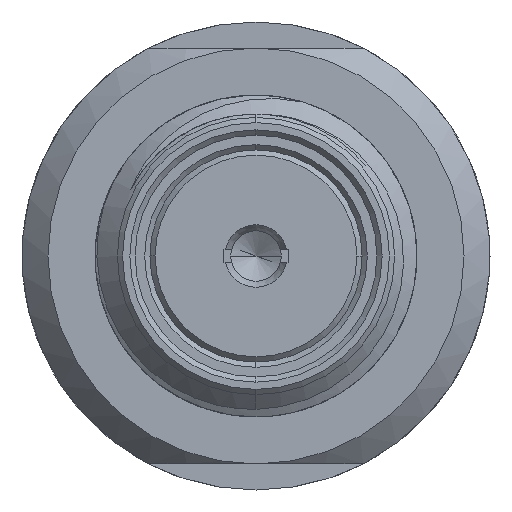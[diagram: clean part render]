
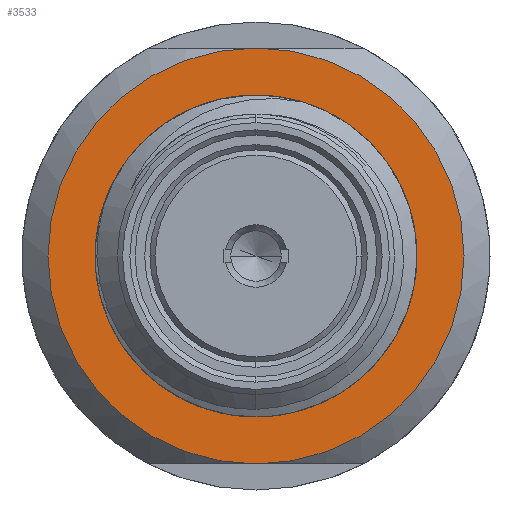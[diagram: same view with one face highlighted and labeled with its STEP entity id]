
A CAD part, left-side view. The second image highlights one B-rep face of the part: STEP entity #3533.
In plain terms, the highlighted planar face has unit normal (-1, 0, 0).
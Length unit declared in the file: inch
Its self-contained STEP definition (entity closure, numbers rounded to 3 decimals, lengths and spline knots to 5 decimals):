
#762=CARTESIAN_POINT('',(0.31496,0.,0.));
#763=DIRECTION('',(1.,0.,0.));
#764=DIRECTION('',(0.,0.,-1.));
#765=AXIS2_PLACEMENT_3D('',#762,#763,#764);
#775=CARTESIAN_POINT('',(0.31496,0.,0.));
#776=DIRECTION('',(-1.,0.,0.));
#777=DIRECTION('',(0.,0.,-1.));
#778=AXIS2_PLACEMENT_3D('',#775,#776,#777);
#780=CARTESIAN_POINT('',(0.31496,0.,0.));
#781=DIRECTION('',(-1.,0.,0.));
#782=DIRECTION('',(0.,0.001,1.));
#783=AXIS2_PLACEMENT_3D('',#780,#781,#782);
#785=DIRECTION('',(0.,-1.,0.));
#786=VECTOR('',#785,0.00024);
#787=CARTESIAN_POINT('',(0.31496,0.00012,
0.15748));
#788=LINE('',#787,#786);
#789=CARTESIAN_POINT('',(0.31496,0.,0.));
#790=DIRECTION('',(-1.,0.,0.));
#791=DIRECTION('',(0.,-0.001,-1.));
#792=AXIS2_PLACEMENT_3D('',#789,#790,#791);
#794=DIRECTION('',(0.,1.,0.));
#795=VECTOR('',#794,0.00024);
#796=CARTESIAN_POINT('',(0.31496,-0.00012,
-0.15748));
#797=LINE('',#796,#795);
#2104=CARTESIAN_POINT('',(0.31496,0.,-0.10492));
#2106=VERTEX_POINT('',#2104);
#2108=CARTESIAN_POINT('',(0.31496,0.,0.10492));
#2110=VERTEX_POINT('',#2108);
#2170=CARTESIAN_POINT('',(0.31496,0.00012,
0.15748));
#2171=CARTESIAN_POINT('',(0.31496,0.00012,
-0.15748));
#2172=VERTEX_POINT('',#2170);
#2173=VERTEX_POINT('',#2171);
#2178=CARTESIAN_POINT('',(0.31496,-0.00012,
-0.15748));
#2179=CARTESIAN_POINT('',(0.31496,-0.00012,
0.15748));
#2180=VERTEX_POINT('',#2178);
#2181=VERTEX_POINT('',#2179);
#3514=CARTESIAN_POINT('',(0.31496,0.,0.));
#3515=DIRECTION('',(1.,0.,0.));
#3516=DIRECTION('',(0.,0.,1.));
#3517=AXIS2_PLACEMENT_3D('',#3514,#3515,#3516);
#3518=PLANE('',#3517);
#3520=ORIENTED_EDGE('',*,*,#3519,.F.);
#3522=ORIENTED_EDGE('',*,*,#3521,.T.);
#3524=ORIENTED_EDGE('',*,*,#3523,.F.);
#3526=ORIENTED_EDGE('',*,*,#3525,.T.);
#3527=EDGE_LOOP('',(#3520,#3522,#3524,#3526));
#3528=FACE_OUTER_BOUND('',#3527,.F.);
#3529=ORIENTED_EDGE('',*,*,#3493,.F.);
#3530=ORIENTED_EDGE('',*,*,#3509,.T.);
#3531=EDGE_LOOP('',(#3529,#3530));
#3532=FACE_BOUND('',#3531,.F.);
#3533=ADVANCED_FACE('',(#3528,#3532),#3518,.F.);
#766=CIRCLE('',#765,0.10492);
#779=CIRCLE('',#778,0.10492);
#784=CIRCLE('',#783,0.15748);
#793=CIRCLE('',#792,0.15748);
#3493=EDGE_CURVE('',#2106,#2110,#766,.T.);
#3509=EDGE_CURVE('',#2106,#2110,#779,.T.);
#3519=EDGE_CURVE('',#2172,#2173,#784,.T.);
#3521=EDGE_CURVE('',#2172,#2181,#788,.T.);
#3523=EDGE_CURVE('',#2180,#2181,#793,.T.);
#3525=EDGE_CURVE('',#2180,#2173,#797,.T.);
